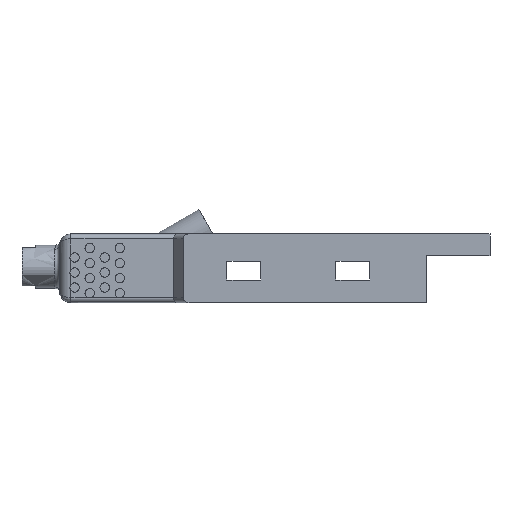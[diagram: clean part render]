
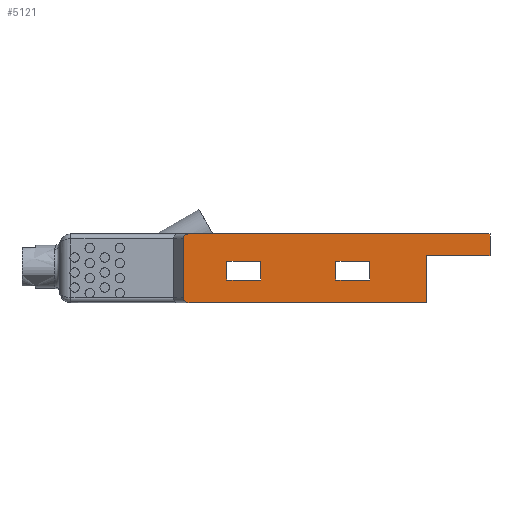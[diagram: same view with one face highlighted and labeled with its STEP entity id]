
A CAD part, front view. The second image highlights one B-rep face of the part: STEP entity #5121.
In plain terms, the highlighted planar face has unit normal (0, -1, 0).
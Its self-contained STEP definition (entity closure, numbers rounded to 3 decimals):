
#132=FACE_BOUND('',#1709,.T.);
#133=FACE_BOUND('',#1710,.T.);
#181=PLANE('',#5540);
#313=ELLIPSE('',#5538,0.307,0.25);
#314=ELLIPSE('',#5541,0.307,0.25);
#456=LINE('',#8592,#851);
#499=LINE('',#9042,#894);
#527=LINE('',#9190,#922);
#528=LINE('',#9193,#923);
#529=LINE('',#9195,#924);
#530=LINE('',#9196,#925);
#531=LINE('',#9199,#926);
#532=LINE('',#9201,#927);
#533=LINE('',#9203,#928);
#534=LINE('',#9204,#929);
#535=LINE('',#9207,#930);
#536=LINE('',#9209,#931);
#537=LINE('',#9211,#932);
#538=LINE('',#9212,#933);
#851=VECTOR('',#6041,10.);
#894=VECTOR('',#6252,10.);
#922=VECTOR('',#6414,10.);
#923=VECTOR('',#6417,10.);
#924=VECTOR('',#6418,10.);
#925=VECTOR('',#6419,10.);
#926=VECTOR('',#6420,10.);
#927=VECTOR('',#6421,10.);
#928=VECTOR('',#6422,10.);
#929=VECTOR('',#6423,10.);
#930=VECTOR('',#6424,10.);
#931=VECTOR('',#6425,10.);
#932=VECTOR('',#6426,10.);
#933=VECTOR('',#6427,10.);
#1333=FACE_OUTER_BOUND('',#1708,.T.);
#1708=EDGE_LOOP('',(#4196,#4197,#4198,#4199,#4200,#4201,#4202,#4203));
#1709=EDGE_LOOP('',(#4204,#4205,#4206,#4207));
#1710=EDGE_LOOP('',(#4208,#4209,#4210,#4211));
#2395=VERTEX_POINT('',#8589);
#2396=VERTEX_POINT('',#8591);
#2499=VERTEX_POINT('',#9039);
#2500=VERTEX_POINT('',#9041);
#2552=VERTEX_POINT('',#9184);
#2553=VERTEX_POINT('',#9189);
#2554=VERTEX_POINT('',#9192);
#2555=VERTEX_POINT('',#9194);
#2556=VERTEX_POINT('',#9197);
#2557=VERTEX_POINT('',#9198);
#2558=VERTEX_POINT('',#9200);
#2559=VERTEX_POINT('',#9202);
#2560=VERTEX_POINT('',#9205);
#2561=VERTEX_POINT('',#9206);
#2562=VERTEX_POINT('',#9208);
#2563=VERTEX_POINT('',#9210);
#2951=EDGE_CURVE('',#2395,#2396,#456,.T.);
#3085=EDGE_CURVE('',#2500,#2499,#499,.T.);
#3160=EDGE_CURVE('',#2552,#2395,#313,.T.);
#3161=EDGE_CURVE('',#2553,#2552,#527,.F.);
#3162=EDGE_CURVE('',#2500,#2553,#314,.T.);
#3163=EDGE_CURVE('',#2499,#2554,#528,.F.);
#3164=EDGE_CURVE('',#2554,#2555,#529,.T.);
#3165=EDGE_CURVE('',#2555,#2396,#530,.T.);
#3166=EDGE_CURVE('',#2556,#2557,#531,.F.);
#3167=EDGE_CURVE('',#2557,#2558,#532,.F.);
#3168=EDGE_CURVE('',#2558,#2559,#533,.F.);
#3169=EDGE_CURVE('',#2559,#2556,#534,.F.);
#3170=EDGE_CURVE('',#2560,#2561,#535,.F.);
#3171=EDGE_CURVE('',#2561,#2562,#536,.F.);
#3172=EDGE_CURVE('',#2562,#2563,#537,.F.);
#3173=EDGE_CURVE('',#2563,#2560,#538,.F.);
#4196=ORIENTED_EDGE('',*,*,#3160,.F.);
#4197=ORIENTED_EDGE('',*,*,#3161,.F.);
#4198=ORIENTED_EDGE('',*,*,#3162,.F.);
#4199=ORIENTED_EDGE('',*,*,#3085,.T.);
#4200=ORIENTED_EDGE('',*,*,#3163,.T.);
#4201=ORIENTED_EDGE('',*,*,#3164,.T.);
#4202=ORIENTED_EDGE('',*,*,#3165,.T.);
#4203=ORIENTED_EDGE('',*,*,#2951,.F.);
#4204=ORIENTED_EDGE('',*,*,#3166,.T.);
#4205=ORIENTED_EDGE('',*,*,#3167,.T.);
#4206=ORIENTED_EDGE('',*,*,#3168,.T.);
#4207=ORIENTED_EDGE('',*,*,#3169,.T.);
#4208=ORIENTED_EDGE('',*,*,#3170,.T.);
#4209=ORIENTED_EDGE('',*,*,#3171,.T.);
#4210=ORIENTED_EDGE('',*,*,#3172,.T.);
#4211=ORIENTED_EDGE('',*,*,#3173,.T.);
#5121=ADVANCED_FACE('',(#1333,#132,#133),#181,.T.);
#5538=AXIS2_PLACEMENT_3D('',#9186,#6408,#6409);
#5540=AXIS2_PLACEMENT_3D('',#9188,#6412,#6413);
#5541=AXIS2_PLACEMENT_3D('',#9191,#6415,#6416);
#6041=DIRECTION('',(1.,0.,0.));
#6252=DIRECTION('',(1.,0.,0.));
#6408=DIRECTION('center_axis',(0.,1.,0.));
#6409=DIRECTION('ref_axis',(-1.,0.,0.));
#6412=DIRECTION('center_axis',(0.,-1.,0.));
#6413=DIRECTION('ref_axis',(0.,0.,1.));
#6414=DIRECTION('',(0.,0.,-1.));
#6415=DIRECTION('center_axis',(0.,1.,0.));
#6416=DIRECTION('ref_axis',(-1.,0.,0.));
#6417=DIRECTION('',(0.,0.,-1.));
#6418=DIRECTION('',(1.,0.,0.));
#6419=DIRECTION('',(0.,0.,1.));
#6420=DIRECTION('',(0.,0.,-1.));
#6421=DIRECTION('',(-1.,0.,0.));
#6422=DIRECTION('',(0.,0.,1.));
#6423=DIRECTION('',(1.,0.,0.));
#6424=DIRECTION('',(0.,0.,-1.));
#6425=DIRECTION('',(-1.,0.,0.));
#6426=DIRECTION('',(0.,0.,1.));
#6427=DIRECTION('',(1.,0.,0.));
#8589=CARTESIAN_POINT('',(-16.014,-0.637,-0.085));
#8591=CARTESIAN_POINT('',(0.,-0.637,-0.085));
#8592=CARTESIAN_POINT('',(-7.5,-0.637,-0.085));
#9039=CARTESIAN_POINT('',(-3.4,-0.637,-3.735));
#9041=CARTESIAN_POINT('',(-16.014,-0.637,-3.735));
#9042=CARTESIAN_POINT('',(-15.,-0.637,-3.735));
#9184=CARTESIAN_POINT('',(-16.321,-0.637,-0.335));
#9186=CARTESIAN_POINT('Origin',(-16.014,-0.637,-0.335));
#9188=CARTESIAN_POINT('Origin',(-15.,-0.637,-3.735));
#9189=CARTESIAN_POINT('',(-16.321,-0.637,-3.485));
#9190=CARTESIAN_POINT('',(-16.321,-0.637,-3.735));
#9191=CARTESIAN_POINT('Origin',(-16.014,-0.637,-3.485));
#9192=CARTESIAN_POINT('',(-3.4,-0.637,-1.235));
#9193=CARTESIAN_POINT('',(-3.4,-0.637,-2.485));
#9194=CARTESIAN_POINT('',(0.,-0.637,-1.235));
#9195=CARTESIAN_POINT('',(-7.5,-0.637,-1.235));
#9196=CARTESIAN_POINT('',(0.,-0.637,-2.26));
#9197=CARTESIAN_POINT('',(-14.,-0.637,-2.535));
#9198=CARTESIAN_POINT('',(-14.,-0.637,-1.535));
#9199=CARTESIAN_POINT('',(-14.,-0.637,-2.635));
#9200=CARTESIAN_POINT('',(-12.2,-0.637,-1.535));
#9201=CARTESIAN_POINT('',(-13.6,-0.637,-1.535));
#9202=CARTESIAN_POINT('',(-12.2,-0.637,-2.535));
#9203=CARTESIAN_POINT('',(-12.2,-0.637,-3.135));
#9204=CARTESIAN_POINT('',(-14.5,-0.637,-2.535));
#9205=CARTESIAN_POINT('',(-8.2,-0.637,-2.535));
#9206=CARTESIAN_POINT('',(-8.2,-0.637,-1.535));
#9207=CARTESIAN_POINT('',(-8.2,-0.637,-2.635));
#9208=CARTESIAN_POINT('',(-6.4,-0.637,-1.535));
#9209=CARTESIAN_POINT('',(-10.7,-0.637,-1.535));
#9210=CARTESIAN_POINT('',(-6.4,-0.637,-2.535));
#9211=CARTESIAN_POINT('',(-6.4,-0.637,-3.135));
#9212=CARTESIAN_POINT('',(-11.6,-0.637,-2.535));
